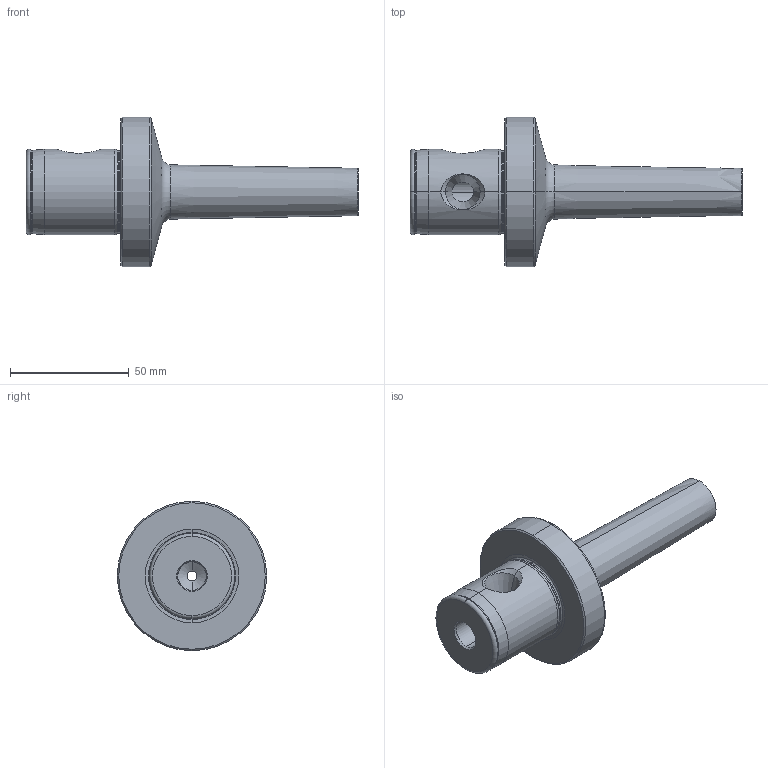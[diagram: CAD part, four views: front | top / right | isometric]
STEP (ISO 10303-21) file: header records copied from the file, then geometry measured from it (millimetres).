
FILE_DESCRIPTION (( 'STEP AP203' ), '1' );
FILE_NAME ('A84.063.020.100.STEP', '2018-03-13T14:30:46', ( 'SWIAdmin' ), ( 'Hewlett-Packard Company' ), 'SwSTEP 2.0', 'SolidWorks 2017', '' );
FILE_SCHEMA (( 'CONFIG_CONTROL_DESIGN' ));
Length unit declared in the file: millimetre
Products named in the file (3): WH6-WH1.K01.100_B; WH1-ER1.001.008; A84.063.020.100
Assembly tree (2 placements, depth 2):
  A84.063.020.100
    WH6-WH1.K01.100_B
    WH1-ER1.001.008
Bounding box: 140 x 63 x 63 mm (x, y, z)
Volume: 107490.6 mm3; surface area: 22363.7 mm2
Topology: 2 solids, 2 shells, 100 faces, 214 edges, 117 vertices
Faces by surface type: cone 40, torus 22, cylinder 20, plane 18
Entity records: 3413 total; most frequent: CARTESIAN_POINT 922, DIRECTION 514, ORIENTED_EDGE 424, AXIS2_PLACEMENT_3D 217, EDGE_CURVE 212, VERTEX_POINT 117, CIRCLE 112, EDGE_LOOP 109
